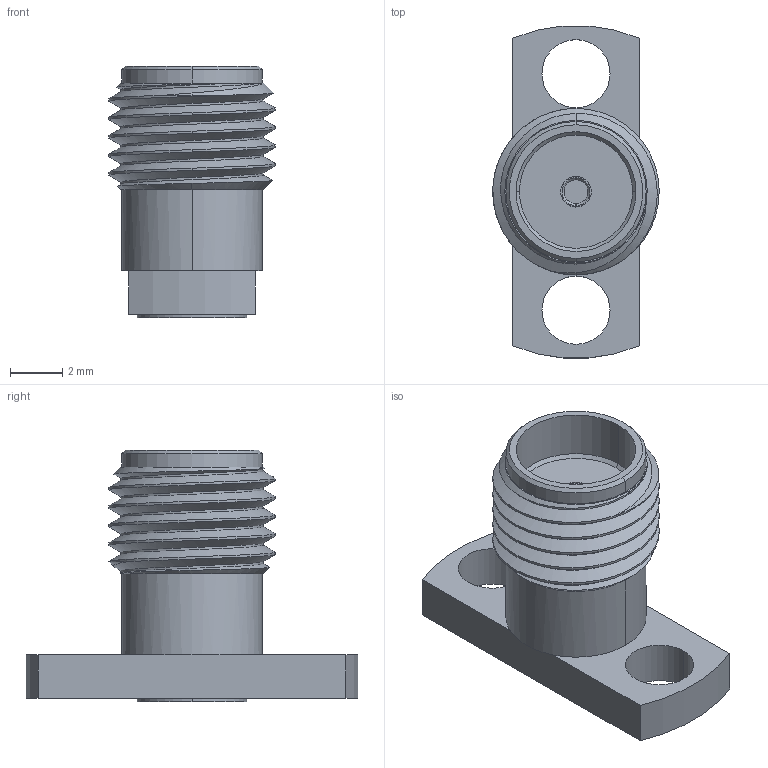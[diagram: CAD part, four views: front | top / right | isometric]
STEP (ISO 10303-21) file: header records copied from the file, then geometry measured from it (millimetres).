
FILE_DESCRIPTION (( 'STEP AP214' ), '1' );
FILE_NAME ('PE45577 ¦ FMCN1627.step', '2020-04-17T00:27:38', ( '' ), ( '' ), 'SwSTEP 2.0', 'SolidWorks 2018', '' );
FILE_SCHEMA (( 'AUTOMOTIVE_DESIGN' ));
Length unit declared in the file: millimetre
Products named in the file (1): PE45577 ｦ FMCN1627
Bounding box: 6.35 x 12.66 x 9.58 mm (x, y, z)
Volume: 215.2 mm3; surface area: 463.1 mm2
Topology: 1 solids, 1 shells, 96 faces, 250 edges, 163 vertices
Faces by surface type: plane 39, cylinder 35, cone 19, bspline 3
Entity records: 4389 total; most frequent: CARTESIAN_POINT 1577, ORIENTED_EDGE 500, DIRECTION 485, EDGE_CURVE 250, AXIS2_PLACEMENT_3D 191, VERTEX_POINT 163, EDGE_LOOP 107, LINE 103
